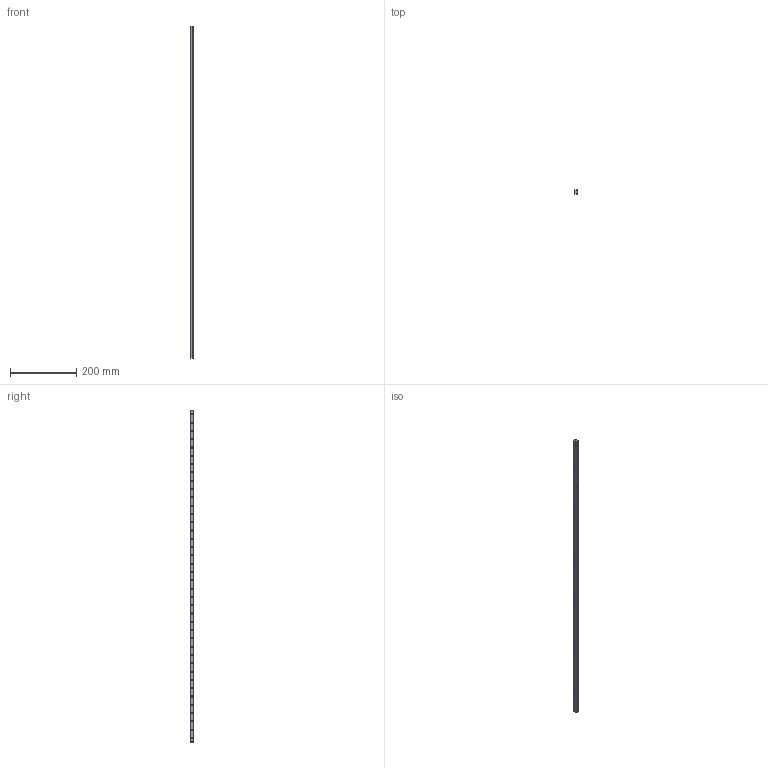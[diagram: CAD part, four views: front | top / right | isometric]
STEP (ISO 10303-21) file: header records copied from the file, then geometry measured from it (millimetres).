
FILE_DESCRIPTION(/* description */ (''),/* implementation_level */ '2;1');
FILE_NAME(/* name */ 'MGN12 Rail 1000mm v1.step',/* time_stamp */ '2019-04-12T14:16:58+02:00',/* author */ ('3D-Gussner'),/* organization */ (''),/* preprocessor_version */ 'ST-DEVELOPER v18',/* originating_system */ 'Autodesk Translation Framework v8.2.0.1029',/* authorisation */ '');
FILE_SCHEMA (('AUTOMOTIVE_DESIGN { 1 0 10303 214 3 1 1 }'));
Length unit declared in the file: millimetre
Products named in the file (2): MGN12 Rail 1000mm; Rail 1000mm
Assembly tree (1 placements, depth 2):
  MGN12 Rail 1000mm
    Rail 1000mm
Bounding box: 8 x 12 x 1000 mm (x, y, z)
Volume: 84569.9 mm3; surface area: 48162.6 mm2
Topology: 1 solids, 1 shells, 166 faces, 516 edges, 384 vertices
Faces by surface type: cylinder 100, plane 58, sphere 8
Full cylindrical faces by diameter (mm): 3.5 x40, 6 x40
Entity records: 6391 total; most frequent: DIRECTION 1214, CARTESIAN_POINT 1061, ORIENTED_EDGE 1016, AXIS2_PLACEMENT_3D 537, EDGE_CURVE 508, VERTEX_POINT 384, CIRCLE 360, EDGE_LOOP 286
